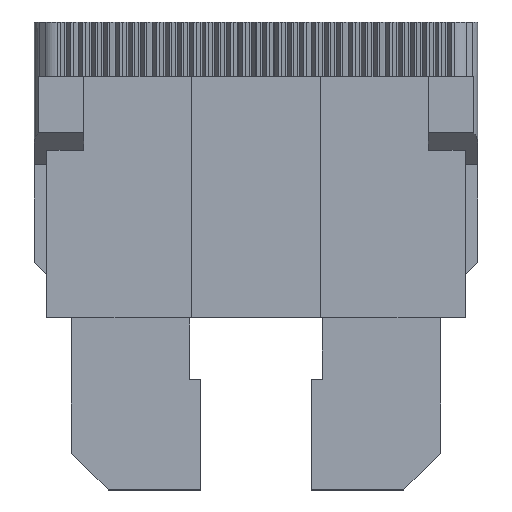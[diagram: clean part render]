
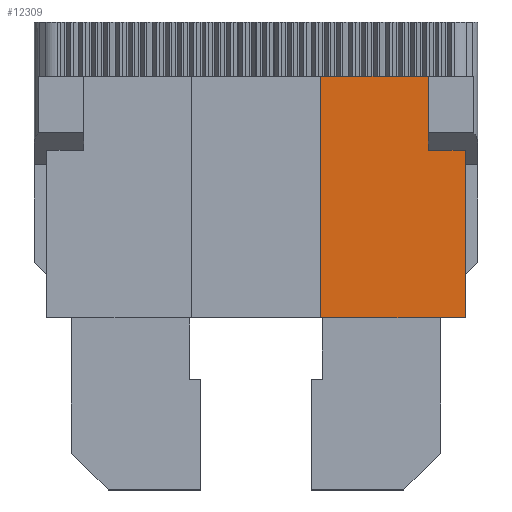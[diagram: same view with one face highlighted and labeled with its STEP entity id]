
A CAD part, top view. The second image highlights one B-rep face of the part: STEP entity #12309.
In plain terms, the highlighted planar face has unit normal (0, 0, 1).
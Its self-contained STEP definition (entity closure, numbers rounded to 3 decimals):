
#9865 = VERTEX_POINT('',#9866);
#9866 = CARTESIAN_POINT('',(2.625,16.8,1.2));
#9872 = EDGE_CURVE('',#9873,#9865,#9875,.T.);
#9873 = VERTEX_POINT('',#9874);
#9874 = CARTESIAN_POINT('',(7.,16.8,1.2));
#9875 = LINE('',#9876,#9877);
#9876 = CARTESIAN_POINT('',(-8.5,16.8,1.2));
#9877 = VECTOR('',#9878,1.);
#9878 = DIRECTION('',(-1.,-0.,-0.));
#12309 = ADVANCED_FACE('',(#12310),#12351,.F.);
#12310 = FACE_BOUND('',#12311,.T.);
#12311 = EDGE_LOOP('',(#12312,#12313,#12321,#12329,#12337,#12345));
#12312 = ORIENTED_EDGE('',*,*,#9872,.T.);
#12313 = ORIENTED_EDGE('',*,*,#12314,.T.);
#12314 = EDGE_CURVE('',#9865,#12315,#12317,.T.);
#12315 = VERTEX_POINT('',#12316);
#12316 = CARTESIAN_POINT('',(2.625,7.,1.2));
#12317 = LINE('',#12318,#12319);
#12318 = CARTESIAN_POINT('',(2.625,-22.169,1.2));
#12319 = VECTOR('',#12320,1.);
#12320 = DIRECTION('',(0.,-1.,0.));
#12321 = ORIENTED_EDGE('',*,*,#12322,.T.);
#12322 = EDGE_CURVE('',#12315,#12323,#12325,.T.);
#12323 = VERTEX_POINT('',#12324);
#12324 = CARTESIAN_POINT('',(8.5,7.,1.2));
#12325 = LINE('',#12326,#12327);
#12326 = CARTESIAN_POINT('',(-8.5,7.,1.2));
#12327 = VECTOR('',#12328,1.);
#12328 = DIRECTION('',(1.,-0.,0.));
#12329 = ORIENTED_EDGE('',*,*,#12330,.T.);
#12330 = EDGE_CURVE('',#12323,#12331,#12333,.T.);
#12331 = VERTEX_POINT('',#12332);
#12332 = CARTESIAN_POINT('',(8.5,13.8,1.2));
#12333 = LINE('',#12334,#12335);
#12334 = CARTESIAN_POINT('',(8.5,-22.169,1.2));
#12335 = VECTOR('',#12336,1.);
#12336 = DIRECTION('',(-0.,1.,-0.));
#12337 = ORIENTED_EDGE('',*,*,#12338,.F.);
#12338 = EDGE_CURVE('',#12339,#12331,#12341,.T.);
#12339 = VERTEX_POINT('',#12340);
#12340 = CARTESIAN_POINT('',(7.,13.8,1.2));
#12341 = LINE('',#12342,#12343);
#12342 = CARTESIAN_POINT('',(-8.5,13.8,1.2));
#12343 = VECTOR('',#12344,1.);
#12344 = DIRECTION('',(1.,0.,0.));
#12345 = ORIENTED_EDGE('',*,*,#12346,.T.);
#12346 = EDGE_CURVE('',#12339,#9873,#12347,.T.);
#12347 = LINE('',#12348,#12349);
#12348 = CARTESIAN_POINT('',(7.,-22.169,1.2));
#12349 = VECTOR('',#12350,1.);
#12350 = DIRECTION('',(0.,1.,0.));
#12351 = PLANE('',#12352);
#12352 = AXIS2_PLACEMENT_3D('',#12353,#12354,#12355);
#12353 = CARTESIAN_POINT('',(-8.5,-22.169,1.2));
#12354 = DIRECTION('',(0.,0.,-1.));
#12355 = DIRECTION('',(-1.,0.,-0.));
